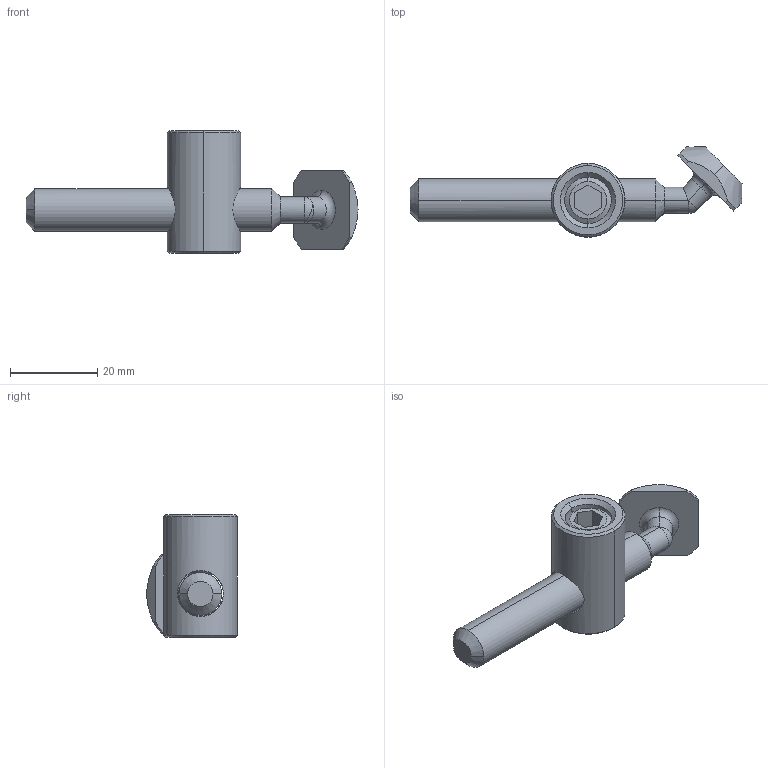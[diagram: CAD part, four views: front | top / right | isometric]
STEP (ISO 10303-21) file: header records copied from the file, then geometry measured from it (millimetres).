
FILE_DESCRIPTION (( 'STEP AP203' ), '1' );
FILE_NAME ('3_842_535_635_Bosch.step', '2024-06-04T12:07:43', ( '' ), ( '' ), 'SwSTEP 2.0', 'SolidWorks 2014', '' );
FILE_SCHEMA (( 'CONFIG_CONTROL_DESIGN' ));
Length unit declared in the file: millimetre
Products named in the file (4): Part-3; Part-1; Part-2; 3_842_535_635_Bosch
Assembly tree (3 placements, depth 2):
  3_842_535_635_Bosch
    Part-1
    Part-2
    Part-3
Bounding box: 75.92 x 20.69 x 28 mm (x, y, z)
Volume: 9886 mm3; surface area: 6087 mm2
Topology: 3 solids, 3 shells, 63 faces, 143 edges, 88 vertices
Faces by surface type: cone 20, cylinder 20, plane 19, torus 2, sphere 2
Entity records: 2558 total; most frequent: CARTESIAN_POINT 719, DIRECTION 319, ORIENTED_EDGE 286, EDGE_CURVE 143, AXIS2_PLACEMENT_3D 126, VERTEX_POINT 88, EDGE_LOOP 71, VECTOR 67
